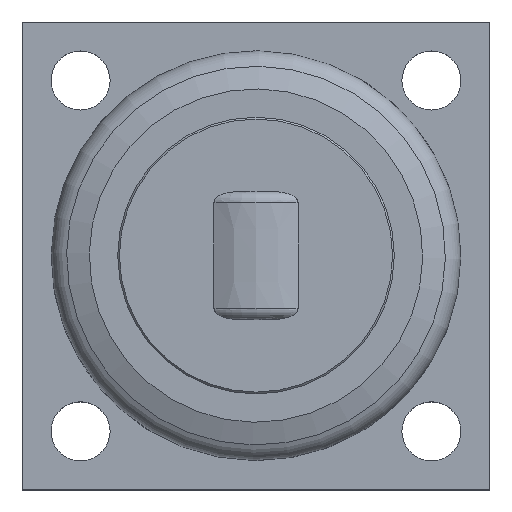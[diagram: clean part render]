
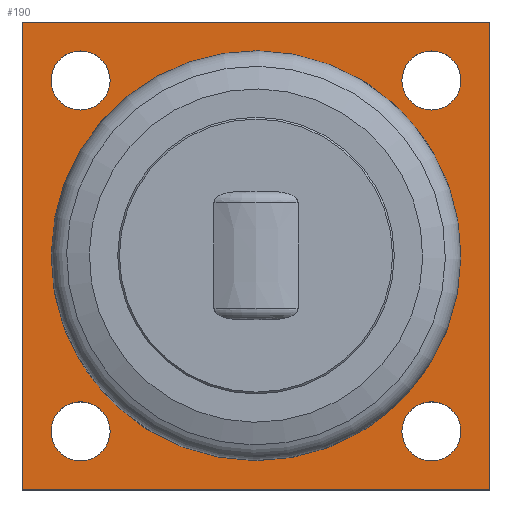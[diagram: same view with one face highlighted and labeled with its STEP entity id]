
A CAD part, top view. The second image highlights one B-rep face of the part: STEP entity #190.
In plain terms, the highlighted planar face has unit normal (0, 0, 1).
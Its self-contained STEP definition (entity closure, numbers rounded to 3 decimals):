
#96=CARTESIAN_POINT('',(-59.968,-31.673,-0.962));
#97=DIRECTION('',(0.0,0.0,1.0));
#98=DIRECTION('',(1.0,0.0,0.0));
#99=AXIS2_PLACEMENT_3D('',#96,#97,#98);
#100=PLANE('',#99);
#101=CARTESIAN_POINT('',(-99.968,-71.673,-0.962));
#102=VERTEX_POINT('',#101);
#103=CARTESIAN_POINT('',(-99.968,8.327,-0.962));
#104=VERTEX_POINT('',#103);
#105=CARTESIAN_POINT('',(-99.968,-71.673,-0.962));
#106=DIRECTION('',(0.0,1.0,0.0));
#107=VECTOR('',#106,80.);
#108=LINE('',#105,#107);
#109=EDGE_CURVE('',#102,#104,#108,.T.);
#110=ORIENTED_EDGE('',*,*,#109,.F.);
#111=CARTESIAN_POINT('',(-19.968,-71.673,-0.962));
#112=VERTEX_POINT('',#111);
#113=CARTESIAN_POINT('',(-19.968,-71.673,-0.962));
#114=DIRECTION('',(-1.0,0.0,0.0));
#115=VECTOR('',#114,80.0);
#116=LINE('',#113,#115);
#117=EDGE_CURVE('',#112,#102,#116,.T.);
#118=ORIENTED_EDGE('',*,*,#117,.F.);
#119=CARTESIAN_POINT('',(-19.968,8.327,-0.962));
#120=VERTEX_POINT('',#119);
#121=CARTESIAN_POINT('',(-19.968,8.327,-0.962));
#122=DIRECTION('',(0.0,-1.0,0.0));
#123=VECTOR('',#122,80.);
#124=LINE('',#121,#123);
#125=EDGE_CURVE('',#120,#112,#124,.T.);
#126=ORIENTED_EDGE('',*,*,#125,.F.);
#127=CARTESIAN_POINT('',(-99.968,8.327,-0.962));
#128=DIRECTION('',(1.0,0.0,0.0));
#129=VECTOR('',#128,80.0);
#130=LINE('',#127,#129);
#131=EDGE_CURVE('',#104,#120,#130,.T.);
#132=ORIENTED_EDGE('',*,*,#131,.F.);
#133=EDGE_LOOP('',(#110,#118,#126,#132));
#134=FACE_OUTER_BOUND('',#133,.T.);
#135=CARTESIAN_POINT('',(-84.915,-1.673,-0.962));
#136=VERTEX_POINT('',#135);
#137=CARTESIAN_POINT('',(-89.968,-1.673,-0.962));
#138=DIRECTION('',(0.0,0.0,-1.0));
#139=DIRECTION('',(1.0,0.0,0.0));
#140=AXIS2_PLACEMENT_3D('',#137,#138,#139);
#141=CIRCLE('',#140,5.053);
#142=EDGE_CURVE('',#136,#136,#141,.T.);
#143=ORIENTED_EDGE('',*,*,#142,.T.);
#144=EDGE_LOOP('',(#143));
#145=FACE_BOUND('',#144,.T.);
#146=CARTESIAN_POINT('',(-24.915,-1.673,-0.962));
#147=VERTEX_POINT('',#146);
#148=CARTESIAN_POINT('',(-29.968,-1.673,-0.962));
#149=DIRECTION('',(0.0,0.0,-1.0));
#150=DIRECTION('',(1.0,0.0,0.0));
#151=AXIS2_PLACEMENT_3D('',#148,#149,#150);
#152=CIRCLE('',#151,5.053);
#153=EDGE_CURVE('',#147,#147,#152,.T.);
#154=ORIENTED_EDGE('',*,*,#153,.T.);
#155=EDGE_LOOP('',(#154));
#156=FACE_BOUND('',#155,.T.);
#157=CARTESIAN_POINT('',(-24.915,-61.673,-0.962));
#158=VERTEX_POINT('',#157);
#159=CARTESIAN_POINT('',(-29.968,-61.673,-0.962));
#160=DIRECTION('',(0.0,0.0,-1.0));
#161=DIRECTION('',(1.0,0.0,0.0));
#162=AXIS2_PLACEMENT_3D('',#159,#160,#161);
#163=CIRCLE('',#162,5.053);
#164=EDGE_CURVE('',#158,#158,#163,.T.);
#165=ORIENTED_EDGE('',*,*,#164,.T.);
#166=EDGE_LOOP('',(#165));
#167=FACE_BOUND('',#166,.T.);
#168=CARTESIAN_POINT('',(-84.915,-61.673,-0.962));
#169=VERTEX_POINT('',#168);
#170=CARTESIAN_POINT('',(-89.968,-61.673,-0.962));
#171=DIRECTION('',(0.0,0.0,-1.0));
#172=DIRECTION('',(1.0,0.0,0.0));
#173=AXIS2_PLACEMENT_3D('',#170,#171,#172);
#174=CIRCLE('',#173,5.053);
#175=EDGE_CURVE('',#169,#169,#174,.T.);
#176=ORIENTED_EDGE('',*,*,#175,.T.);
#177=EDGE_LOOP('',(#176));
#178=FACE_BOUND('',#177,.T.);
#179=CARTESIAN_POINT('',(-59.968,-8.173,-0.962));
#180=VERTEX_POINT('',#179);
#181=CARTESIAN_POINT('',(-59.968,-31.673,-0.962));
#182=DIRECTION('',(0.0,0.0,1.0));
#183=DIRECTION('',(0.0,-1.0,0.0));
#184=AXIS2_PLACEMENT_3D('',#181,#182,#183);
#185=CIRCLE('',#184,23.5);
#186=EDGE_CURVE('',#180,#180,#185,.T.);
#187=ORIENTED_EDGE('',*,*,#186,.F.);
#188=EDGE_LOOP('',(#187));
#189=FACE_BOUND('',#188,.T.);
#190=ADVANCED_FACE('',(#134,#145,#156,#167,#178,#189),#100,.T.);
